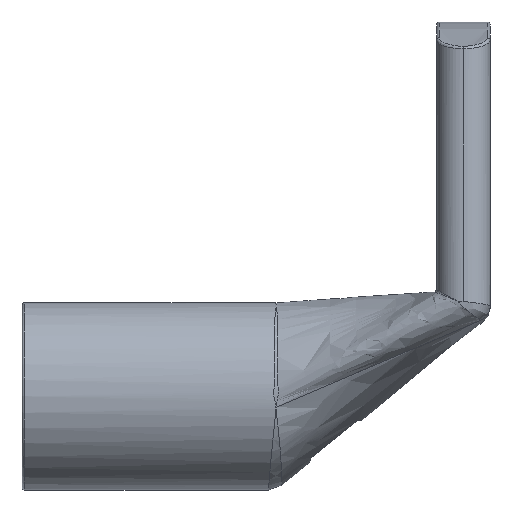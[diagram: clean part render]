
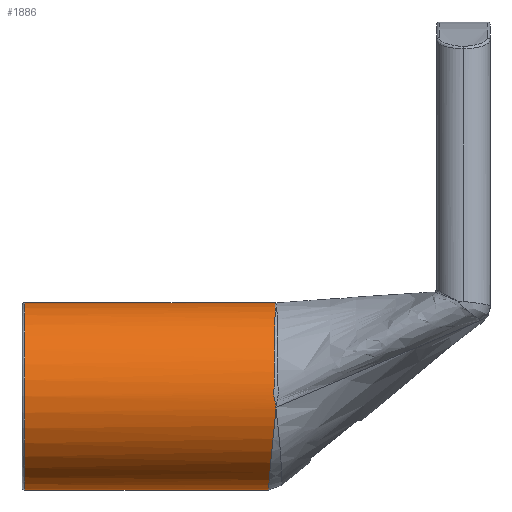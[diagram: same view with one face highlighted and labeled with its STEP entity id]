
A CAD part, left-side view. The second image highlights one B-rep face of the part: STEP entity #1886.
In plain terms, the highlighted cylindrical face has radius 3.5 mm (diameter 7 mm), a partial arc.
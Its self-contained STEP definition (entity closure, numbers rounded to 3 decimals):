
#20 = CARTESIAN_POINT ( 'NONE',  ( -3.476, 8.006, -9.409 ) ) ;
#39 = ORIENTED_EDGE ( 'NONE', *, *, #2591, .T. ) ;
#46 = CARTESIAN_POINT ( 'NONE',  ( -3.474, 8.063, -8.573 ) ) ;
#65 = CARTESIAN_POINT ( 'NONE',  ( 0., 17.4, -9. ) ) ;
#78 = CARTESIAN_POINT ( 'NONE',  ( -3.478, 8.007, -9.393 ) ) ;
#148 = EDGE_CURVE ( 'NONE', #213, #490, #2595, .T. ) ;
#178 = EDGE_CURVE ( 'NONE', #2645, #1747, #743, .T. ) ;
#213 = VERTEX_POINT ( 'NONE', #381 ) ;
#253 = CARTESIAN_POINT ( 'NONE',  ( -3.498, 8.059, -9.132 ) ) ;
#268 = CARTESIAN_POINT ( 'NONE',  ( -3.478, 8.064, -8.604 ) ) ;
#271 = CARTESIAN_POINT ( 'NONE',  ( -1.975, 8.237, -11.897 ) ) ;
#283 = CARTESIAN_POINT ( 'NONE',  ( -3.452, 8.063, -8.418 ) ) ;
#286 = CARTESIAN_POINT ( 'NONE',  ( -3.453, 8.012, -9.575 ) ) ;
#298 = CARTESIAN_POINT ( 'NONE',  ( -2.798, 8.053, -6.883 ) ) ;
#340 = CARTESIAN_POINT ( 'NONE',  ( 0., 8.031, -5.5 ) ) ;
#367 = VECTOR ( 'NONE', #2245, 1000. ) ;
#381 = CARTESIAN_POINT ( 'NONE',  ( 0., 17.4, -5.5 ) ) ;
#441 = ORIENTED_EDGE ( 'NONE', *, *, #2335, .T. ) ;
#457 = AXIS2_PLACEMENT_3D ( 'NONE', #1386, #2050, #1621 ) ;
#469 = CARTESIAN_POINT ( 'NONE',  ( 0., 8., -12.5 ) ) ;
#472 = CARTESIAN_POINT ( 'NONE',  ( -3.493, 8.033, -9.223 ) ) ;
#490 = VERTEX_POINT ( 'NONE', #886 ) ;
#514 = CARTESIAN_POINT ( 'NONE',  ( -3.462, 8.063, -8.48 ) ) ;
#517 = CARTESIAN_POINT ( 'NONE',  ( -2.607, 8.189, -11.345 ) ) ;
#560 = CARTESIAN_POINT ( 'NONE',  ( -0.251, 8.031, -5.5 ) ) ;
#679 = B_SPLINE_CURVE_WITH_KNOTS ( 'NONE', 3,
 ( #2705, #2498, #1129, #20, #78, #2008, #1852, #912, #1362, #472, #2249, #1625, #253, #706, #2278, #1596, #1611, #268, #46, #514, #283, #938, #1402, #1823, #2719, #1168, #298, #2054, #953, #1911, #813, #1652, #2813, #2560, #560, #1217 ),
 .UNSPECIFIED., .F., .F.,
 ( 4, 2, 2, 2, 2, 2, 2, 2, 2, 2, 2, 2, 2, 2, 2, 2, 2, 4 ),
 ( 0., 0., 0., 0., 0., 0., 0., 0.001, 0.001, 0.001, 0.001, 0.001, 0.002, 0.003, 0.004, 0.005, 0.005, 0.006 ),
 .UNSPECIFIED. ) ;
#706 = CARTESIAN_POINT ( 'NONE',  ( -3.502, 8.09, -8.979 ) ) ;
#717 = FACE_OUTER_BOUND ( 'NONE', #1865, .T. ) ;
#725 = CARTESIAN_POINT ( 'NONE',  ( -3.434, 8.022, -9.679 ) ) ;
#738 = CARTESIAN_POINT ( 'NONE',  ( -1.617, 8.255, -12.111 ) ) ;
#743 = B_SPLINE_CURVE_WITH_KNOTS ( 'NONE', 3,
 ( #772, #1655, #1812, #2548, #2103, #2708, #738, #271, #2281, #1378, #517, #1405, #1628, #2266, #941, #1826, #2519, #2722, #725, #1614, #286, #1171, #2738, #2295 ),
 .UNSPECIFIED., .F., .F.,
 ( 4, 2, 2, 2, 2, 2, 2, 2, 2, 2, 2, 4 ),
 ( 0.005, 0.006, 0.006, 0.007, 0.008, 0.008, 0.009, 0.009, 0.01, 0.01, 0.01, 0.01 ),
 .UNSPECIFIED. ) ;
#772 = CARTESIAN_POINT ( 'NONE',  ( 0., 8.284, -12.5 ) ) ;
#813 = CARTESIAN_POINT ( 'NONE',  ( -1.674, 8.037, -5.916 ) ) ;
#857 = ORIENTED_EDGE ( 'NONE', *, *, #1751, .F. ) ;
#886 = CARTESIAN_POINT ( 'NONE',  ( 0., 17.4, -12.5 ) ) ;
#912 = CARTESIAN_POINT ( 'NONE',  ( -3.49, 8.024, -9.269 ) ) ;
#938 = CARTESIAN_POINT ( 'NONE',  ( -3.417, 8.063, -8.233 ) ) ;
#941 = CARTESIAN_POINT ( 'NONE',  ( -3.263, 8.083, -10.283 ) ) ;
#953 = CARTESIAN_POINT ( 'NONE',  ( -2.288, 8.046, -6.34 ) ) ;
#1129 = CARTESIAN_POINT ( 'NONE',  ( -3.472, 8.003, -9.44 ) ) ;
#1164 = LINE ( 'NONE', #469, #367 ) ;
#1168 = CARTESIAN_POINT ( 'NONE',  ( -2.943, 8.056, -7.089 ) ) ;
#1171 = CARTESIAN_POINT ( 'NONE',  ( -3.461, 8.006, -9.523 ) ) ;
#1217 = CARTESIAN_POINT ( 'NONE',  ( 0., 8.031, -5.5 ) ) ;
#1331 = AXIS2_PLACEMENT_3D ( 'NONE', #65, #1599, #1856 ) ;
#1362 = CARTESIAN_POINT ( 'NONE',  ( -3.491, 8.025, -9.253 ) ) ;
#1378 = CARTESIAN_POINT ( 'NONE',  ( -2.463, 8.202, -11.496 ) ) ;
#1386 = CARTESIAN_POINT ( 'NONE',  ( 0., 8., -9. ) ) ;
#1402 = CARTESIAN_POINT ( 'NONE',  ( -3.387, 8.063, -8.111 ) ) ;
#1405 = CARTESIAN_POINT ( 'NONE',  ( -2.867, 8.159, -11.019 ) ) ;
#1549 = VERTEX_POINT ( 'NONE', #340 ) ;
#1596 = CARTESIAN_POINT ( 'NONE',  ( -3.487, 8.074, -8.697 ) ) ;
#1599 = DIRECTION ( 'NONE',  ( 0., -1., 0. ) ) ;
#1608 = ORIENTED_EDGE ( 'NONE', *, *, #148, .T. ) ;
#1611 = CARTESIAN_POINT ( 'NONE',  ( -3.484, 8.069, -8.667 ) ) ;
#1614 = CARTESIAN_POINT ( 'NONE',  ( -3.448, 8.014, -9.601 ) ) ;
#1621 = DIRECTION ( 'NONE',  ( 0., 0., 1. ) ) ;
#1625 = CARTESIAN_POINT ( 'NONE',  ( -3.496, 8.052, -9.163 ) ) ;
#1628 = CARTESIAN_POINT ( 'NONE',  ( -2.984, 8.141, -10.842 ) ) ;
#1652 = CARTESIAN_POINT ( 'NONE',  ( -1.222, 8.036, -5.711 ) ) ;
#1655 = CARTESIAN_POINT ( 'NONE',  ( -0.212, 8.284, -12.5 ) ) ;
#1747 = VERTEX_POINT ( 'NONE', #2005 ) ;
#1751 = EDGE_CURVE ( 'NONE', #2645, #490, #1164, .T. ) ;
#1763 = CARTESIAN_POINT ( 'NONE',  ( 0., 8.284, -12.5 ) ) ;
#1812 = CARTESIAN_POINT ( 'NONE',  ( -0.42, 8.283, -12.481 ) ) ;
#1823 = CARTESIAN_POINT ( 'NONE',  ( -3.28, 8.062, -7.754 ) ) ;
#1826 = CARTESIAN_POINT ( 'NONE',  ( -3.36, 8.053, -9.985 ) ) ;
#1852 = CARTESIAN_POINT ( 'NONE',  ( -3.486, 8.026, -9.317 ) ) ;
#1856 = DIRECTION ( 'NONE',  ( 0., 0., 1. ) ) ;
#1865 = EDGE_LOOP ( 'NONE', ( #857, #2391, #441, #39, #1608 ) ) ;
#1886 = ADVANCED_FACE ( 'NONE', ( #717 ), #2494, .T. ) ;
#1911 = CARTESIAN_POINT ( 'NONE',  ( -1.888, 8.039, -6.042 ) ) ;
#2005 = CARTESIAN_POINT ( 'NONE',  ( -3.468, 8., -9.471 ) ) ;
#2008 = CARTESIAN_POINT ( 'NONE',  ( -3.483, 8.019, -9.348 ) ) ;
#2050 = DIRECTION ( 'NONE',  ( 0., 1., 0. ) ) ;
#2054 = CARTESIAN_POINT ( 'NONE',  ( -2.473, 8.049, -6.51 ) ) ;
#2103 = CARTESIAN_POINT ( 'NONE',  ( -1.034, 8.273, -12.35 ) ) ;
#2174 = CARTESIAN_POINT ( 'NONE',  ( 0., 8., -5.5 ) ) ;
#2216 = LINE ( 'NONE', #2174, #2317 ) ;
#2245 = DIRECTION ( 'NONE',  ( 0., 1., 0. ) ) ;
#2249 = CARTESIAN_POINT ( 'NONE',  ( -3.494, 8.038, -9.208 ) ) ;
#2266 = CARTESIAN_POINT ( 'NONE',  ( -3.181, 8.103, -10.474 ) ) ;
#2278 = CARTESIAN_POINT ( 'NONE',  ( -3.499, 8.101, -8.852 ) ) ;
#2281 = CARTESIAN_POINT ( 'NONE',  ( -2.147, 8.227, -11.772 ) ) ;
#2295 = CARTESIAN_POINT ( 'NONE',  ( -3.468, 8., -9.471 ) ) ;
#2317 = VECTOR ( 'NONE', #2883, 1000. ) ;
#2335 = EDGE_CURVE ( 'NONE', #1747, #1549, #679, .T. ) ;
#2391 = ORIENTED_EDGE ( 'NONE', *, *, #178, .T. ) ;
#2494 = CYLINDRICAL_SURFACE ( 'NONE', #457, 3.5 ) ;
#2498 = CARTESIAN_POINT ( 'NONE',  ( -3.47, 8., -9.456 ) ) ;
#2519 = CARTESIAN_POINT ( 'NONE',  ( -3.388, 8.043, -9.884 ) ) ;
#2548 = CARTESIAN_POINT ( 'NONE',  ( -0.831, 8.277, -12.406 ) ) ;
#2560 = CARTESIAN_POINT ( 'NONE',  ( -0.498, 8.027, -5.527 ) ) ;
#2591 = EDGE_CURVE ( 'NONE', #1549, #213, #2216, .T. ) ;
#2595 = CIRCLE ( 'NONE', #1331, 3.5 ) ;
#2645 = VERTEX_POINT ( 'NONE', #1763 ) ;
#2705 = CARTESIAN_POINT ( 'NONE',  ( -3.468, 8., -9.471 ) ) ;
#2708 = CARTESIAN_POINT ( 'NONE',  ( -1.429, 8.261, -12.202 ) ) ;
#2719 = CARTESIAN_POINT ( 'NONE',  ( -3.184, 8.062, -7.526 ) ) ;
#2722 = CARTESIAN_POINT ( 'NONE',  ( -3.423, 8.027, -9.73 ) ) ;
#2738 = CARTESIAN_POINT ( 'NONE',  ( -3.465, 8.006, -9.497 ) ) ;
#2813 = CARTESIAN_POINT ( 'NONE',  ( -0.982, 8.031, -5.631 ) ) ;
#2883 = DIRECTION ( 'NONE',  ( 0., 1., 0. ) ) ;
